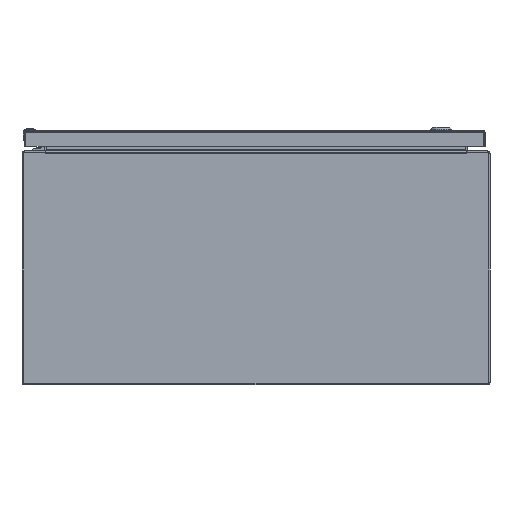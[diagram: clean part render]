
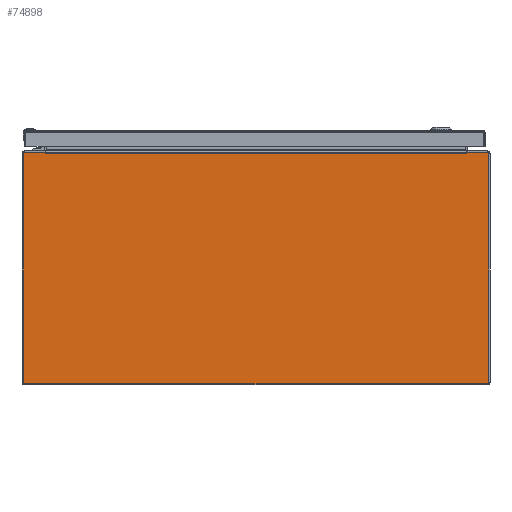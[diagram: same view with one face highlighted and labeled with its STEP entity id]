
A CAD part, front view. The second image highlights one B-rep face of the part: STEP entity #74898.
In plain terms, the highlighted planar face has unit normal (0, -1, 0).
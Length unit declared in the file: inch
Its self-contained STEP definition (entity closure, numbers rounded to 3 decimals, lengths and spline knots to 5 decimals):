
#191 = EDGE_CURVE ( 'NONE', #19935, #48183, #95643, .T. ) ;
#758 = VERTEX_POINT ( 'NONE', #51946 ) ;
#1771 = VECTOR ( 'NONE', #17845, 39.37008 ) ;
#2408 = DIRECTION ( 'NONE',  ( -1., 0., 0. ) ) ;
#3018 = DIRECTION ( 'NONE',  ( 0., 1., 0. ) ) ;
#3244 = VERTEX_POINT ( 'NONE', #46142 ) ;
#4875 = LINE ( 'NONE', #56115, #96102 ) ;
#5968 = ORIENTED_EDGE ( 'NONE', *, *, #15495, .T. ) ;
#6051 = CARTESIAN_POINT ( 'NONE',  ( -11.937, -24., 5.857 ) ) ;
#8083 = CARTESIAN_POINT ( 'NONE',  ( 11.857, -24., -5.937 ) ) ;
#8092 = CARTESIAN_POINT ( 'NONE',  ( -11.937, -24., -5.857 ) ) ;
#10983 = LINE ( 'NONE', #51069, #38987 ) ;
#13184 = EDGE_CURVE ( 'NONE', #125541, #108560, #24151, .T. ) ;
#15436 = DIRECTION ( 'NONE',  ( 0., 1., 0. ) ) ;
#15495 = EDGE_CURVE ( 'NONE', #108560, #758, #97170, .T. ) ;
#15623 = DIRECTION ( 'NONE',  ( 1., 0., 0. ) ) ;
#17845 = DIRECTION ( 'NONE',  ( -0.174, 0., -0.985 ) ) ;
#18371 = CARTESIAN_POINT ( 'NONE',  ( -10.798, -24., 5.855 ) ) ;
#19898 = CARTESIAN_POINT ( 'NONE',  ( 11.937, -24., 0. ) ) ;
#19935 = VERTEX_POINT ( 'NONE', #49029 ) ;
#22258 = ORIENTED_EDGE ( 'NONE', *, *, #191, .F. ) ;
#22767 = DIRECTION ( 'NONE',  ( 0., 0., -1. ) ) ;
#24151 = LINE ( 'NONE', #114670, #91134 ) ;
#26293 = VERTEX_POINT ( 'NONE', #38626 ) ;
#27055 = LINE ( 'NONE', #107087, #1771 ) ;
#29420 = VERTEX_POINT ( 'NONE', #77083 ) ;
#29765 = LINE ( 'NONE', #19898, #95686 ) ;
#29792 = ORIENTED_EDGE ( 'NONE', *, *, #67691, .F. ) ;
#32547 = VERTEX_POINT ( 'NONE', #8083 ) ;
#33857 = DIRECTION ( 'NONE',  ( 0., 0., -1. ) ) ;
#35279 = DIRECTION ( 'NONE',  ( -1., 0., 0. ) ) ;
#35494 = AXIS2_PLACEMENT_3D ( 'NONE', #52895, #57434, #75771 ) ;
#37412 = CIRCLE ( 'NONE', #72937, 0.08 ) ;
#37867 = CARTESIAN_POINT ( 'NONE',  ( -11.857, -24., 5.937 ) ) ;
#38626 = CARTESIAN_POINT ( 'NONE',  ( 10.82806, -24., 5.937 ) ) ;
#38627 = VERTEX_POINT ( 'NONE', #6051 ) ;
#38987 = VECTOR ( 'NONE', #2408, 39.37008 ) ;
#39869 = DIRECTION ( 'NONE',  ( 0., 0., -1. ) ) ;
#41771 = CIRCLE ( 'NONE', #35494, 0.08 ) ;
#44367 = EDGE_CURVE ( 'NONE', #104301, #758, #103545, .T. ) ;
#46142 = CARTESIAN_POINT ( 'NONE',  ( 11.937, -24., -5.857 ) ) ;
#48183 = VERTEX_POINT ( 'NONE', #83668 ) ;
#49029 = CARTESIAN_POINT ( 'NONE',  ( 11.857, -24., 5.937 ) ) ;
#49778 = ORIENTED_EDGE ( 'NONE', *, *, #66282, .T. ) ;
#50193 = ORIENTED_EDGE ( 'NONE', *, *, #75205, .F. ) ;
#50344 = CARTESIAN_POINT ( 'NONE',  ( -11.857, -24., -5.857 ) ) ;
#51069 = CARTESIAN_POINT ( 'NONE',  ( 0., -24., 5.855 ) ) ;
#51159 = ORIENTED_EDGE ( 'NONE', *, *, #95641, .T. ) ;
#51674 = AXIS2_PLACEMENT_3D ( 'NONE', #52978, #3018, #22767 ) ;
#51946 = CARTESIAN_POINT ( 'NONE',  ( -10.82806, -24., 5.937 ) ) ;
#52895 = CARTESIAN_POINT ( 'NONE',  ( -11.857, -24., 5.857 ) ) ;
#52978 = CARTESIAN_POINT ( 'NONE',  ( 11.857, -24., 5.857 ) ) ;
#53090 = CARTESIAN_POINT ( 'NONE',  ( 0., -24., 5.937 ) ) ;
#53894 = ORIENTED_EDGE ( 'NONE', *, *, #129273, .F. ) ;
#53919 = EDGE_CURVE ( 'NONE', #26293, #83380, #27055, .T. ) ;
#56115 = CARTESIAN_POINT ( 'NONE',  ( -11.937, -24., 0. ) ) ;
#57226 = DIRECTION ( 'NONE',  ( -1., 0., 0. ) ) ;
#57434 = DIRECTION ( 'NONE',  ( 0., 1., 0. ) ) ;
#57532 = VECTOR ( 'NONE', #57226, 39.37008 ) ;
#59944 = DIRECTION ( 'NONE',  ( 0., 0., -1. ) ) ;
#61333 = CARTESIAN_POINT ( 'NONE',  ( 10.798, -24., 5.855 ) ) ;
#66282 = EDGE_CURVE ( 'NONE', #111852, #125541, #10983, .T. ) ;
#66504 = AXIS2_PLACEMENT_3D ( 'NONE', #123055, #15436, #33857 ) ;
#66584 = DIRECTION ( 'NONE',  ( 0., 0., 1. ) ) ;
#67043 = LINE ( 'NONE', #107048, #57532 ) ;
#67691 = EDGE_CURVE ( 'NONE', #48183, #3244, #29765, .T. ) ;
#69937 = VECTOR ( 'NONE', #96524, 39.37008 ) ;
#72937 = AXIS2_PLACEMENT_3D ( 'NONE', #50344, #122278, #39869 ) ;
#73161 = CARTESIAN_POINT ( 'NONE',  ( -10.8136, -24., 5.855 ) ) ;
#74326 = ORIENTED_EDGE ( 'NONE', *, *, #44367, .F. ) ;
#74898 = ADVANCED_FACE ( 'NONE', ( #114638 ), #93002, .T. ) ;
#75205 = EDGE_CURVE ( 'NONE', #3244, #32547, #118842, .T. ) ;
#75771 = DIRECTION ( 'NONE',  ( 0., 0., -1. ) ) ;
#77083 = CARTESIAN_POINT ( 'NONE',  ( -11.857, -24., -5.937 ) ) ;
#77424 = EDGE_CURVE ( 'NONE', #29420, #106776, #37412, .T. ) ;
#78754 = ORIENTED_EDGE ( 'NONE', *, *, #112697, .F. ) ;
#80994 = AXIS2_PLACEMENT_3D ( 'NONE', #113995, #104155, #94976 ) ;
#81209 = ORIENTED_EDGE ( 'NONE', *, *, #13184, .T. ) ;
#83380 = VERTEX_POINT ( 'NONE', #94190 ) ;
#83668 = CARTESIAN_POINT ( 'NONE',  ( 11.937, -24., 5.857 ) ) ;
#87044 = CARTESIAN_POINT ( 'NONE',  ( 10.80579, -24., 5.855 ) ) ;
#91134 = VECTOR ( 'NONE', #125825, 39.37008 ) ;
#93002 = PLANE ( 'NONE',  #80994 ) ;
#94190 = CARTESIAN_POINT ( 'NONE',  ( 10.8136, -24., 5.855 ) ) ;
#94203 = EDGE_CURVE ( 'NONE', #106776, #38627, #4875, .T. ) ;
#94976 = DIRECTION ( 'NONE',  ( 0., 0., -1. ) ) ;
#95382 = ORIENTED_EDGE ( 'NONE', *, *, #94203, .F. ) ;
#95590 = LINE ( 'NONE', #87044, #125697 ) ;
#95641 = EDGE_CURVE ( 'NONE', #83380, #111852, #95590, .T. ) ;
#95643 = CIRCLE ( 'NONE', #51674, 0.08 ) ;
#95686 = VECTOR ( 'NONE', #59944, 39.37008 ) ;
#96102 = VECTOR ( 'NONE', #66584, 39.37008 ) ;
#96524 = DIRECTION ( 'NONE',  ( -0.174, 0., 0.985 ) ) ;
#97170 = LINE ( 'NONE', #107651, #69937 ) ;
#98756 = VECTOR ( 'NONE', #15623, 39.37008 ) ;
#103545 = LINE ( 'NONE', #53090, #98756 ) ;
#104006 = VECTOR ( 'NONE', #123856, 39.37008 ) ;
#104155 = DIRECTION ( 'NONE',  ( 0., -1., 0. ) ) ;
#104301 = VERTEX_POINT ( 'NONE', #37867 ) ;
#106776 = VERTEX_POINT ( 'NONE', #8092 ) ;
#107048 = CARTESIAN_POINT ( 'NONE',  ( 0., -24., -5.937 ) ) ;
#107087 = CARTESIAN_POINT ( 'NONE',  ( 10.82806, -24., 5.937 ) ) ;
#107651 = CARTESIAN_POINT ( 'NONE',  ( -10.8136, -24., 5.855 ) ) ;
#108560 = VERTEX_POINT ( 'NONE', #73161 ) ;
#111852 = VERTEX_POINT ( 'NONE', #61333 ) ;
#112434 = EDGE_LOOP ( 'NONE', ( #74326, #123652, #95382, #128966, #53894, #50193, #29792, #22258, #78754, #129357, #51159, #49778, #81209, #5968 ) ) ;
#112697 = EDGE_CURVE ( 'NONE', #26293, #19935, #113354, .T. ) ;
#113354 = LINE ( 'NONE', #123193, #104006 ) ;
#113995 = CARTESIAN_POINT ( 'NONE',  ( 0., -24., 0. ) ) ;
#114638 = FACE_OUTER_BOUND ( 'NONE', #112434, .T. ) ;
#114670 = CARTESIAN_POINT ( 'NONE',  ( 0., -24., 5.855 ) ) ;
#118526 = EDGE_CURVE ( 'NONE', #38627, #104301, #41771, .T. ) ;
#118842 = CIRCLE ( 'NONE', #66504, 0.08 ) ;
#122278 = DIRECTION ( 'NONE',  ( 0., 1., 0. ) ) ;
#123055 = CARTESIAN_POINT ( 'NONE',  ( 11.857, -24., -5.857 ) ) ;
#123193 = CARTESIAN_POINT ( 'NONE',  ( 0., -24., 5.937 ) ) ;
#123652 = ORIENTED_EDGE ( 'NONE', *, *, #118526, .F. ) ;
#123856 = DIRECTION ( 'NONE',  ( 1., 0., 0. ) ) ;
#125541 = VERTEX_POINT ( 'NONE', #18371 ) ;
#125697 = VECTOR ( 'NONE', #35279, 39.37008 ) ;
#125825 = DIRECTION ( 'NONE',  ( -1., 0., 0. ) ) ;
#128966 = ORIENTED_EDGE ( 'NONE', *, *, #77424, .F. ) ;
#129273 = EDGE_CURVE ( 'NONE', #32547, #29420, #67043, .T. ) ;
#129357 = ORIENTED_EDGE ( 'NONE', *, *, #53919, .T. ) ;
